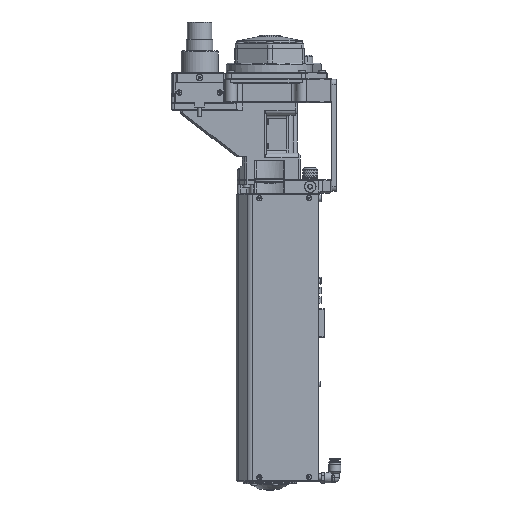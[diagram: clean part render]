
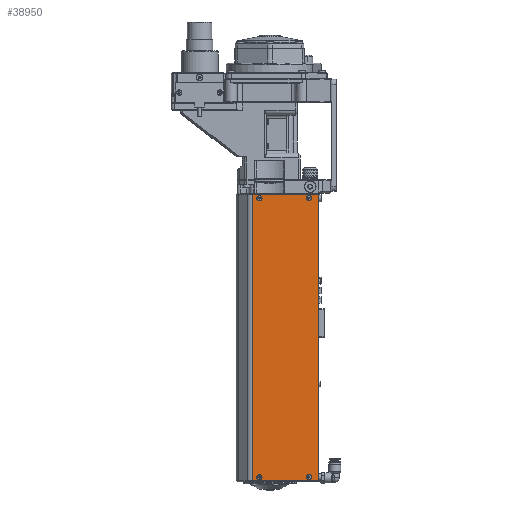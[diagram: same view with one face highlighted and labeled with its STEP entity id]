
A CAD part, front view. The second image highlights one B-rep face of the part: STEP entity #38950.
In plain terms, the highlighted planar face has unit normal (0, -1, 0).
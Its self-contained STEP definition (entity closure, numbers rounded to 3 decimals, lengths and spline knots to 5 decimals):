
#1667=CIRCLE('',#42002,0.00275);
#1668=CIRCLE('',#42003,0.00275);
#1669=CIRCLE('',#42004,0.00275);
#1670=CIRCLE('',#42005,0.00275);
#6151=ORIENTED_EDGE('',*,*,#16188,.T.);
#6152=ORIENTED_EDGE('',*,*,#16176,.T.);
#6153=ORIENTED_EDGE('',*,*,#16182,.T.);
#6154=ORIENTED_EDGE('',*,*,#16189,.T.);
#6155=ORIENTED_EDGE('',*,*,#16190,.F.);
#6156=ORIENTED_EDGE('',*,*,#16191,.F.);
#6157=ORIENTED_EDGE('',*,*,#16192,.F.);
#6158=ORIENTED_EDGE('',*,*,#16193,.F.);
#16176=EDGE_CURVE('',#21348,#21346,#24967,.T.);
#16182=EDGE_CURVE('',#21346,#21352,#24972,.T.);
#16188=EDGE_CURVE('',#21355,#21348,#24977,.T.);
#16189=EDGE_CURVE('',#21352,#21355,#24978,.T.);
#16190=EDGE_CURVE('',#21356,#21356,#1667,.F.);
#16191=EDGE_CURVE('',#21357,#21357,#1668,.F.);
#16192=EDGE_CURVE('',#21358,#21358,#1669,.F.);
#16193=EDGE_CURVE('',#21359,#21359,#1670,.F.);
#21346=VERTEX_POINT('',#59504);
#21348=VERTEX_POINT('',#59510);
#21352=VERTEX_POINT('',#59522);
#21355=VERTEX_POINT('',#59534);
#21356=VERTEX_POINT('',#59537);
#21357=VERTEX_POINT('',#59539);
#21358=VERTEX_POINT('',#59541);
#21359=VERTEX_POINT('',#59543);
#24967=LINE('',#59509,#28460);
#24972=LINE('',#59521,#28465);
#24977=LINE('',#59533,#28470);
#24978=LINE('',#59535,#28471);
#28460=VECTOR('',#48077,1.);
#28465=VECTOR('',#48088,1.);
#28470=VECTOR('',#48101,1.);
#28471=VECTOR('',#48102,1.);
#31721=EDGE_LOOP('',(#6151,#6152,#6153,#6154));
#31722=EDGE_LOOP('',(#6155));
#31723=EDGE_LOOP('',(#6156));
#31724=EDGE_LOOP('',(#6157));
#31725=EDGE_LOOP('',(#6158));
#34628=FACE_BOUND('',#31721,.T.);
#34629=FACE_BOUND('',#31722,.T.);
#34630=FACE_BOUND('',#31723,.T.);
#34631=FACE_BOUND('',#31724,.T.);
#34632=FACE_BOUND('',#31725,.T.);
#37198=PLANE('',#42001);
#38950=ADVANCED_FACE('',(#34628,#34629,#34630,#34631,#34632),#37198,.T.);
#42001=AXIS2_PLACEMENT_3D('',#59532,#48099,#48100);
#42002=AXIS2_PLACEMENT_3D('',#59536,#48103,#48104);
#42003=AXIS2_PLACEMENT_3D('',#59538,#48105,#48106);
#42004=AXIS2_PLACEMENT_3D('',#59540,#48107,#48108);
#42005=AXIS2_PLACEMENT_3D('',#59542,#48109,#48110);
#48077=DIRECTION('',(-1.,0.,0.));
#48088=DIRECTION('',(0.,0.,-1.));
#48099=DIRECTION('',(0.,-1.,0.));
#48100=DIRECTION('',(1.,0.,0.));
#48101=DIRECTION('',(0.,0.,1.));
#48102=DIRECTION('',(1.,0.,0.));
#48103=DIRECTION('',(0.,1.,0.));
#48104=DIRECTION('',(0.,0.,1.));
#48105=DIRECTION('',(0.,1.,0.));
#48106=DIRECTION('',(0.,0.,1.));
#48107=DIRECTION('',(0.,1.,0.));
#48108=DIRECTION('',(0.,0.,1.));
#48109=DIRECTION('',(0.,1.,0.));
#48110=DIRECTION('',(0.,0.,1.));
#59504=CARTESIAN_POINT('',(-0.0176,-0.03,-0.11988));
#59509=CARTESIAN_POINT('',(-0.0176,-0.03,-0.11988));
#59510=CARTESIAN_POINT('',(0.05078,-0.03,-0.11988));
#59521=CARTESIAN_POINT('',(-0.0176,-0.03,-0.12313));
#59522=CARTESIAN_POINT('',(-0.0176,-0.03,-0.41656));
#59532=CARTESIAN_POINT('',(0.00809,-0.03,-0.12313));
#59533=CARTESIAN_POINT('',(0.05078,-0.03,-0.41756));
#59534=CARTESIAN_POINT('',(0.05078,-0.03,-0.41656));
#59535=CARTESIAN_POINT('',(-0.02374,-0.03,-0.41656));
#59536=CARTESIAN_POINT('',(-0.01065,-0.03,-0.12388));
#59537=CARTESIAN_POINT('',(-0.01065,-0.03,-0.12113));
#59538=CARTESIAN_POINT('',(0.0406,-0.03,-0.12388));
#59539=CARTESIAN_POINT('',(0.0406,-0.03,-0.12113));
#59540=CARTESIAN_POINT('',(0.0406,-0.03,-0.41256));
#59541=CARTESIAN_POINT('',(0.0406,-0.03,-0.40981));
#59542=CARTESIAN_POINT('',(-0.01065,-0.03,-0.41256));
#59543=CARTESIAN_POINT('',(-0.01065,-0.03,-0.40981));
